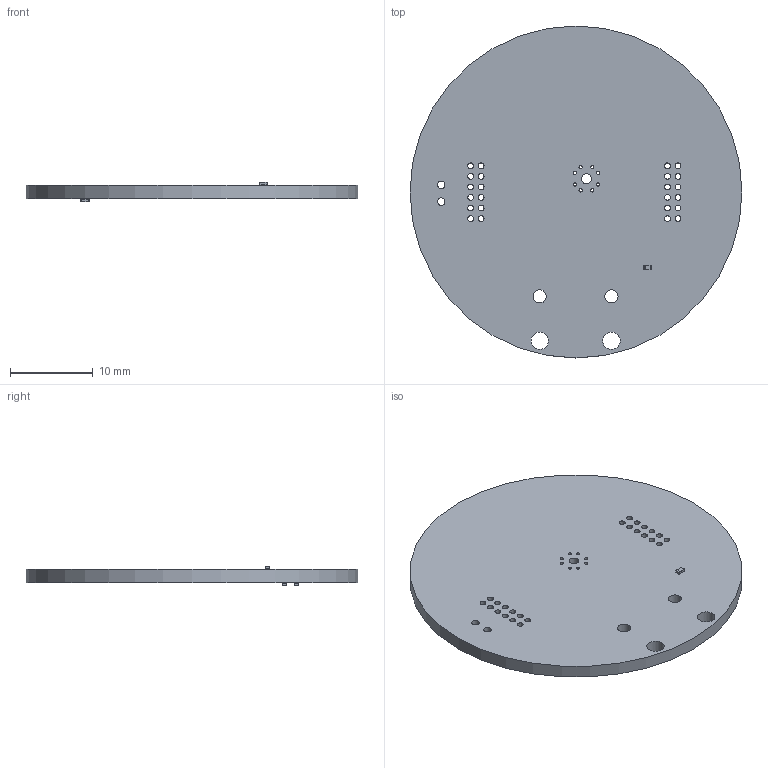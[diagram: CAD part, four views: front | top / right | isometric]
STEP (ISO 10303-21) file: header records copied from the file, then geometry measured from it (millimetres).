
FILE_DESCRIPTION(('KiCad electronic assembly'),'2;1');
FILE_NAME('ESP_POE_1.4b.step','2024-11-06T11:39:04',('Pcbnew'),('Kicad') ,'Open CASCADE STEP processor 7.7','KiCad to STEP converter','Unknown' );
FILE_SCHEMA(('AUTOMOTIVE_DESIGN { 1 0 10303 214 1 1 1 1 }'));
Length unit declared in the file: millimetre
Products named in the file (4): ESP_POE_1.4b 1; R_0402_1005Metric; SOLID; ESP_POE_1.4b PCB
Assembly tree (5 placements, depth 3):
  ESP_POE_1.4b 1
    R_0402_1005Metric  x3
      SOLID
    ESP_POE_1.4b PCB
Bounding box: 40 x 40 x 2.38 mm (x, y, z)
Volume: 1948.7 mm3; surface area: 2821.7 mm2
Topology: 4 solids, 4 shells, 120 faces, 324 edges, 212 vertices
Faces by surface type: cylinder 64, plane 56
Full cylindrical faces by diameter (mm): 0.4 x8, 0.7 x24, 0.9 x2, 1.2 x1, 1.6 x2, 2.1 x2, 40 x1
Entity records: 5123 total; most frequent: CARTESIAN_POINT 810, DIRECTION 800, ORIENTED_EDGE 376, PCURVE 376, DEFINITIONAL_REPRESENTATION 376, LINE 372, VECTOR 372, EDGE_CURVE 188
